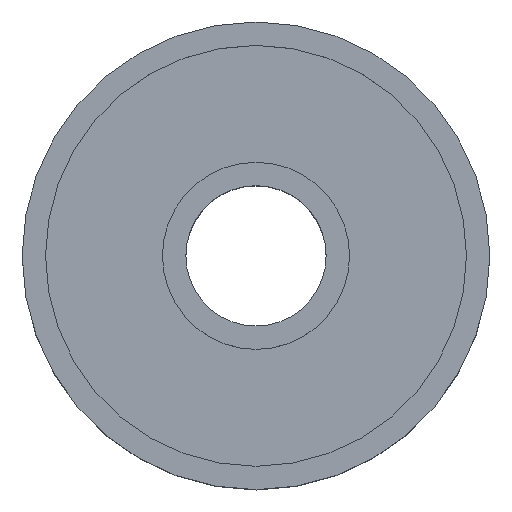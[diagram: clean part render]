
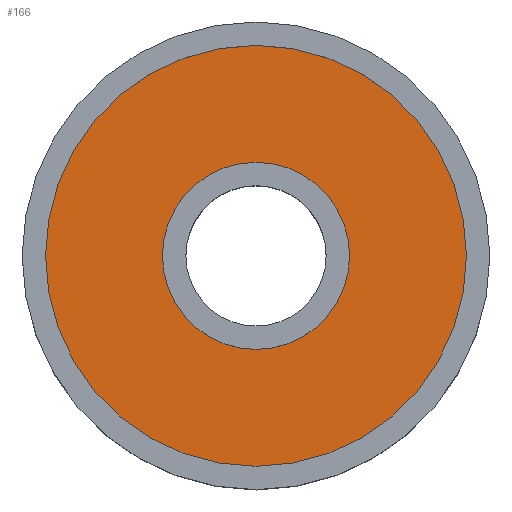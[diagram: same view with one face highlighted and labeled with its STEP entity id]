
A CAD part, top view. The second image highlights one B-rep face of the part: STEP entity #166.
In plain terms, the highlighted planar face has unit normal (0, 0, 1).
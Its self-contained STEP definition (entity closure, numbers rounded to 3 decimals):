
#22=FACE_BOUND('',#58,.T.);
#28=PLANE('',#204);
#40=FACE_OUTER_BOUND('',#57,.T.);
#57=EDGE_LOOP('',(#147));
#58=EDGE_LOOP('',(#148));
#72=CIRCLE('',#183,2.);
#82=CIRCLE('',#203,4.5);
#84=VERTEX_POINT('',#265);
#94=VERTEX_POINT('',#300);
#97=EDGE_CURVE('',#84,#84,#72,.T.);
#111=EDGE_CURVE('',#94,#94,#82,.T.);
#147=ORIENTED_EDGE('',*,*,#111,.T.);
#148=ORIENTED_EDGE('',*,*,#97,.T.);
#166=ADVANCED_FACE('',(#40,#22),#28,.F.);
#183=AXIS2_PLACEMENT_3D('',#267,#212,#213);
#203=AXIS2_PLACEMENT_3D('',#301,#256,#257);
#204=AXIS2_PLACEMENT_3D('',#303,#259,#260);
#212=DIRECTION('center_axis',(0.,0.,-1.));
#213=DIRECTION('ref_axis',(-1.,0.,0.));
#256=DIRECTION('center_axis',(0.,0.,1.));
#257=DIRECTION('ref_axis',(-1.,0.,0.));
#259=DIRECTION('center_axis',(0.,0.,-1.));
#260=DIRECTION('ref_axis',(1.,0.,0.));
#265=CARTESIAN_POINT('',(-2.,0.,-0.5));
#267=CARTESIAN_POINT('Origin',(0.,0.,-0.5));
#300=CARTESIAN_POINT('',(-4.5,0.,-0.5));
#301=CARTESIAN_POINT('Origin',(0.,0.,-0.5));
#303=CARTESIAN_POINT('Origin',(0.,0.,-0.5));
